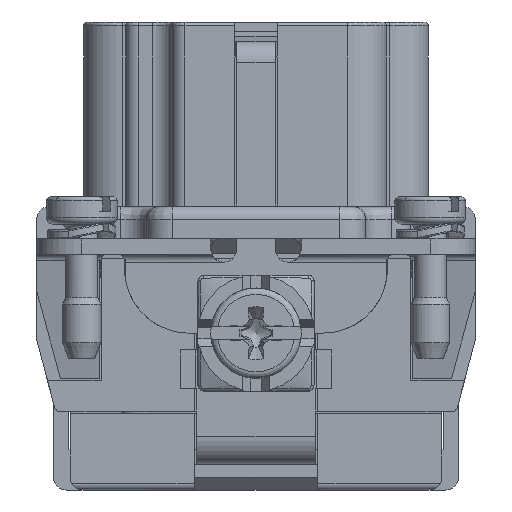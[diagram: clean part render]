
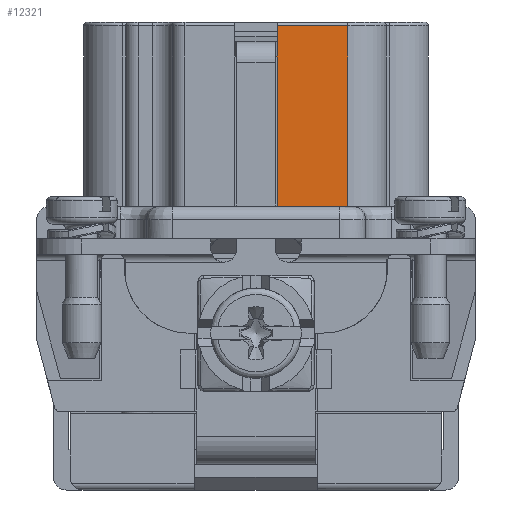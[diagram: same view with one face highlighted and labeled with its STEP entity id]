
A CAD part, left-side view. The second image highlights one B-rep face of the part: STEP entity #12321.
In plain terms, the highlighted planar face has unit normal (-1, 0, 0).
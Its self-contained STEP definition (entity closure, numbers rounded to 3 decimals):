
#12321=ADVANCED_FACE('',(#14993),#13950,.T.);
#13950=PLANE('',#55482);
#14993=FACE_OUTER_BOUND('',#16370,.T.);
#16370=EDGE_LOOP('',(#19319,#19320,#19321,#19322));
#19319=ORIENTED_EDGE('',*,*,#30419,.T.);
#19320=ORIENTED_EDGE('',*,*,#30420,.T.);
#19321=ORIENTED_EDGE('',*,*,#30421,.F.);
#19322=ORIENTED_EDGE('',*,*,#30417,.T.);
#27315=VERTEX_POINT('',#79705);
#27317=VERTEX_POINT('',#79735);
#27318=VERTEX_POINT('',#79739);
#27319=VERTEX_POINT('',#79741);
#30417=EDGE_CURVE('',#27317,#27315,#43669,.T.);
#30419=EDGE_CURVE('',#27315,#27318,#43670,.T.);
#30420=EDGE_CURVE('',#27318,#27319,#43671,.T.);
#30421=EDGE_CURVE('',#27317,#27319,#43672,.T.);
#43669=LINE('',#79734,#46667);
#43670=LINE('',#79738,#46668);
#43671=LINE('',#79740,#46669);
#43672=LINE('',#79742,#46670);
#46667=VECTOR('',#59574,1.);
#46668=VECTOR('',#59579,1.);
#46669=VECTOR('',#59580,1.);
#46670=VECTOR('',#59581,1.);
#55482=AXIS2_PLACEMENT_3D('',#79743,#59582,#59583);
#59574=DIRECTION('',(0.,0.,1.));
#59579=DIRECTION('',(0.,1.,0.));
#59580=DIRECTION('',(0.,0.,-1.));
#59581=DIRECTION('',(0.,1.,0.));
#59582=DIRECTION('',(-1.,0.,0.));
#59583=DIRECTION('',(0.,-1.,0.));
#79705=CARTESIAN_POINT('',(-45.6,-7.1,17.6));
#79734=CARTESIAN_POINT('',(-45.6,-7.1,3.6));
#79735=CARTESIAN_POINT('',(-45.6,-7.1,3.6));
#79738=CARTESIAN_POINT('',(-45.6,-7.1,17.6));
#79739=CARTESIAN_POINT('',(-45.6,-1.65,17.6));
#79740=CARTESIAN_POINT('',(-45.6,-1.65,17.6));
#79741=CARTESIAN_POINT('',(-45.6,-1.65,3.6));
#79742=CARTESIAN_POINT('',(-45.6,-7.1,3.6));
#79743=CARTESIAN_POINT('',(-45.6,5.5,3.6));
